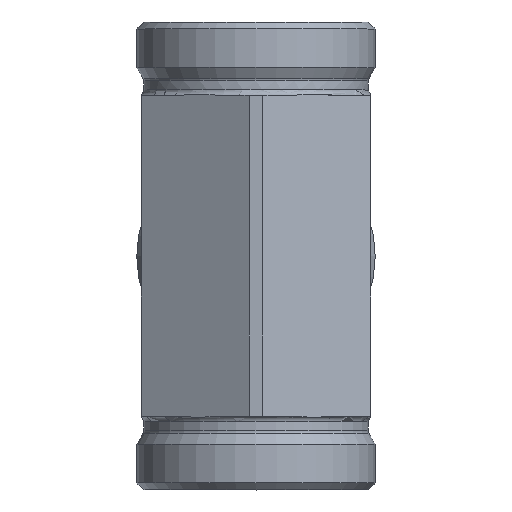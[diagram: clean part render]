
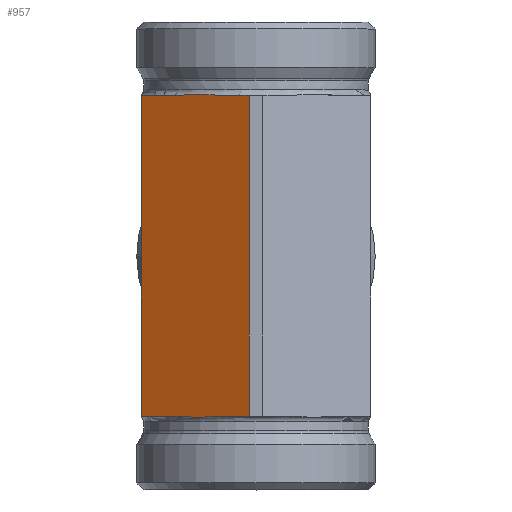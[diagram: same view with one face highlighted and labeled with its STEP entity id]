
A CAD part, top view. The second image highlights one B-rep face of the part: STEP entity #957.
In plain terms, the highlighted planar face has unit normal (-0.5, 0, 0.866).
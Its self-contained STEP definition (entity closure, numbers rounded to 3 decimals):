
#238=CARTESIAN_POINT('',(-23.225,44.544,62.129));
#239=VERTEX_POINT('',#238);
#240=CARTESIAN_POINT('',(-33.544,44.544,56.172));
#241=VERTEX_POINT('',#240);
#242=CARTESIAN_POINT('',(-23.225,44.544,62.129));
#243=CARTESIAN_POINT('',(-23.731,44.544,61.837));
#244=CARTESIAN_POINT('',(-24.338,44.571,61.487));
#245=CARTESIAN_POINT('',(-25.95,44.668,60.557));
#246=CARTESIAN_POINT('',(-27.276,44.769,59.79));
#247=CARTESIAN_POINT('',(-28.385,44.769,59.151));
#248=CARTESIAN_POINT('',(-29.493,44.769,58.511));
#249=CARTESIAN_POINT('',(-30.82,44.668,57.745));
#250=CARTESIAN_POINT('',(-32.432,44.571,56.814));
#251=CARTESIAN_POINT('',(-33.038,44.544,56.464));
#252=CARTESIAN_POINT('',(-33.544,44.544,56.172));
#253=B_SPLINE_CURVE_WITH_KNOTS('',3,(#242,#243,#244,#245,#246,#247,#248,#249,#250,#251,#252),.UNSPECIFIED.,.F.,.U.,(4,2,3,2,4),(-0.559,-0.384,0.0,0.384,0.559),.UNSPECIFIED.);
#254=EDGE_CURVE('',#239,#241,#253,.T.);
#459=CARTESIAN_POINT('',(-40.885,44.544,51.934));
#460=VERTEX_POINT('',#459);
#467=CARTESIAN_POINT('',(-33.544,44.544,56.172));
#468=DIRECTION('',(-0.866,0.0,-0.5));
#469=VECTOR('',#468,8.476);
#470=LINE('',#467,#469);
#471=EDGE_CURVE('',#241,#460,#470,.T.);
#597=CARTESIAN_POINT('',(-40.885,-25.456,51.934));
#598=VERTEX_POINT('',#597);
#605=CARTESIAN_POINT('',(-40.885,44.544,51.934));
#606=DIRECTION('',(0.0,-1.0,0.0));
#607=VECTOR('',#606,70.0);
#608=LINE('',#605,#607);
#609=EDGE_CURVE('',#460,#598,#608,.T.);
#836=CARTESIAN_POINT('',(-17.385,44.544,65.501));
#837=VERTEX_POINT('',#836);
#838=CARTESIAN_POINT('',(-17.385,44.544,65.501));
#839=DIRECTION('',(-0.866,0.0,-0.5));
#840=VECTOR('',#839,6.744);
#841=LINE('',#838,#840);
#842=EDGE_CURVE('',#837,#239,#841,.T.);
#891=CARTESIAN_POINT('',(-17.385,-25.456,65.501));
#892=VERTEX_POINT('',#891);
#893=CARTESIAN_POINT('',(-17.385,44.544,65.501));
#894=DIRECTION('',(0.0,-1.0,0.0));
#895=VECTOR('',#894,70.0);
#896=LINE('',#893,#895);
#897=EDGE_CURVE('',#837,#892,#896,.T.);
#916=CARTESIAN_POINT('',(-40.885,9.544,51.934));
#917=DIRECTION('',(-0.5,0.0,0.866));
#918=DIRECTION('',(0.866,0.0,0.5));
#919=AXIS2_PLACEMENT_3D('',#916,#917,#918);
#920=PLANE('',#919);
#921=ORIENTED_EDGE('',*,*,#471,.T.);
#922=ORIENTED_EDGE('',*,*,#609,.T.);
#923=CARTESIAN_POINT('',(-33.544,-25.456,56.172));
#924=VERTEX_POINT('',#923);
#925=CARTESIAN_POINT('',(-40.885,-25.456,51.934));
#926=DIRECTION('',(0.866,0.0,0.5));
#927=VECTOR('',#926,8.476);
#928=LINE('',#925,#927);
#929=EDGE_CURVE('',#598,#924,#928,.T.);
#930=ORIENTED_EDGE('',*,*,#929,.T.);
#931=CARTESIAN_POINT('',(-23.225,-25.456,62.129));
#932=VERTEX_POINT('',#931);
#933=CARTESIAN_POINT('',(-33.544,-25.456,56.172));
#934=CARTESIAN_POINT('',(-33.038,-25.456,56.464));
#935=CARTESIAN_POINT('',(-32.432,-25.484,56.814));
#936=CARTESIAN_POINT('',(-30.82,-25.58,57.745));
#937=CARTESIAN_POINT('',(-29.493,-25.681,58.511));
#938=CARTESIAN_POINT('',(-27.276,-25.681,59.79));
#939=CARTESIAN_POINT('',(-25.95,-25.58,60.557));
#940=CARTESIAN_POINT('',(-24.338,-25.484,61.487));
#941=CARTESIAN_POINT('',(-23.731,-25.456,61.837));
#942=CARTESIAN_POINT('',(-23.225,-25.456,62.129));
#943=B_SPLINE_CURVE_WITH_KNOTS('',3,(#933,#934,#935,#936,#937,#938,#939,#940,#941,#942),.UNSPECIFIED.,.F.,.U.,(4,2,2,2,4),(1.396,1.571,1.955,2.339,2.514),.UNSPECIFIED.);
#944=EDGE_CURVE('',#924,#932,#943,.T.);
#945=ORIENTED_EDGE('',*,*,#944,.T.);
#946=CARTESIAN_POINT('',(-23.225,-25.456,62.129));
#947=DIRECTION('',(0.866,0.0,0.5));
#948=VECTOR('',#947,6.744);
#949=LINE('',#946,#948);
#950=EDGE_CURVE('',#932,#892,#949,.T.);
#951=ORIENTED_EDGE('',*,*,#950,.T.);
#952=ORIENTED_EDGE('',*,*,#897,.F.);
#953=ORIENTED_EDGE('',*,*,#842,.T.);
#954=ORIENTED_EDGE('',*,*,#254,.T.);
#955=EDGE_LOOP('',(#921,#922,#930,#945,#951,#952,#953,#954));
#956=FACE_OUTER_BOUND('',#955,.T.);
#957=ADVANCED_FACE('',(#956),#920,.T.);
